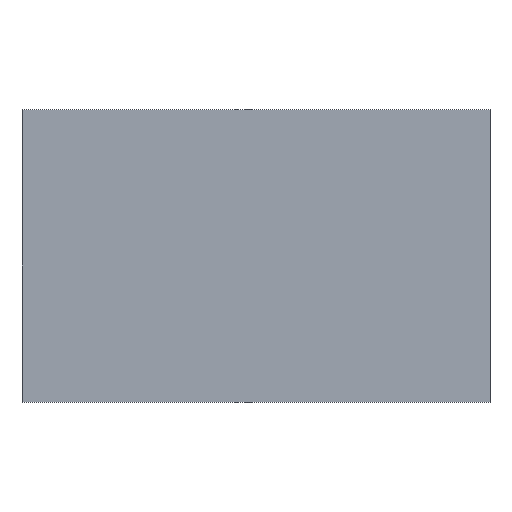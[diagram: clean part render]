
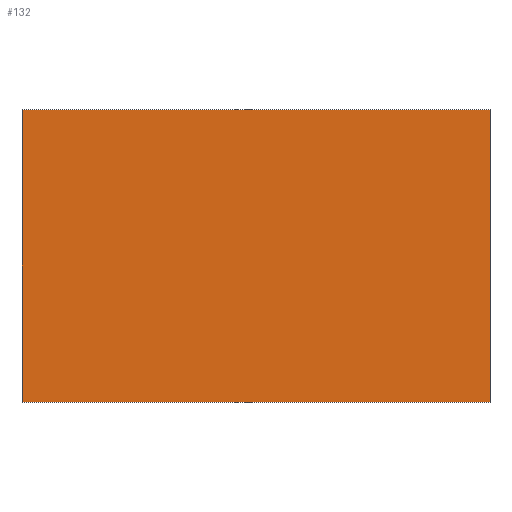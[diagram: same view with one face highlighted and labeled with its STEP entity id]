
A CAD part, top view. The second image highlights one B-rep face of the part: STEP entity #132.
In plain terms, the highlighted planar face has unit normal (0, 0, 1).
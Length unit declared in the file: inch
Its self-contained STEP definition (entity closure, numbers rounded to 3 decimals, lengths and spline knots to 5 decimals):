
#11 = CARTESIAN_POINT ( 'NONE',  ( 3., 1.875, 0.125 ) ) ;
#20 = EDGE_CURVE ( 'NONE', #70, #206, #173, .T. ) ;
#27 = VECTOR ( 'NONE', #57, 39.37008 ) ;
#33 = ORIENTED_EDGE ( 'NONE', *, *, #216, .T. ) ;
#40 = DIRECTION ( 'NONE',  ( 1., 0., 0. ) ) ;
#41 = ORIENTED_EDGE ( 'NONE', *, *, #99, .T. ) ;
#57 = DIRECTION ( 'NONE',  ( 0., 1., 0. ) ) ;
#58 = DIRECTION ( 'NONE',  ( -1., 0., 0. ) ) ;
#66 = CARTESIAN_POINT ( 'NONE',  ( 0., 0., 0.125 ) ) ;
#70 = VERTEX_POINT ( 'NONE', #188 ) ;
#75 = VECTOR ( 'NONE', #58, 39.37008 ) ;
#81 = DIRECTION ( 'NONE',  ( 0., 0., -1. ) ) ;
#83 = VECTOR ( 'NONE', #166, 39.37008 ) ;
#90 = EDGE_LOOP ( 'NONE', ( #33, #98, #198, #41 ) ) ;
#96 = FACE_OUTER_BOUND ( 'NONE', #90, .T. ) ;
#98 = ORIENTED_EDGE ( 'NONE', *, *, #113, .T. ) ;
#99 = EDGE_CURVE ( 'NONE', #206, #178, #153, .T. ) ;
#100 = CARTESIAN_POINT ( 'NONE',  ( 0., 1.875, 0.125 ) ) ;
#101 = PLANE ( 'NONE',  #148 ) ;
#103 = CARTESIAN_POINT ( 'NONE',  ( 0., 0., 0.125 ) ) ;
#113 = EDGE_CURVE ( 'NONE', #227, #70, #131, .T. ) ;
#131 = LINE ( 'NONE', #202, #140 ) ;
#132 = ADVANCED_FACE ( 'NONE', ( #96 ), #101, .F. ) ;
#140 = VECTOR ( 'NONE', #40, 39.37008 ) ;
#148 = AXIS2_PLACEMENT_3D ( 'NONE', #100, #81, #197 ) ;
#153 = LINE ( 'NONE', #221, #75 ) ;
#164 = LINE ( 'NONE', #66, #83 ) ;
#166 = DIRECTION ( 'NONE',  ( 0., -1., 0. ) ) ;
#173 = LINE ( 'NONE', #189, #27 ) ;
#178 = VERTEX_POINT ( 'NONE', #181 ) ;
#181 = CARTESIAN_POINT ( 'NONE',  ( 0., 1.875, 0.125 ) ) ;
#188 = CARTESIAN_POINT ( 'NONE',  ( 3., 0., 0.125 ) ) ;
#189 = CARTESIAN_POINT ( 'NONE',  ( 3., 0., 0.125 ) ) ;
#197 = DIRECTION ( 'NONE',  ( -1., 0., 0. ) ) ;
#198 = ORIENTED_EDGE ( 'NONE', *, *, #20, .T. ) ;
#202 = CARTESIAN_POINT ( 'NONE',  ( 0., 0., 0.125 ) ) ;
#206 = VERTEX_POINT ( 'NONE', #11 ) ;
#216 = EDGE_CURVE ( 'NONE', #178, #227, #164, .T. ) ;
#221 = CARTESIAN_POINT ( 'NONE',  ( 0., 1.875, 0.125 ) ) ;
#227 = VERTEX_POINT ( 'NONE', #103 ) ;
